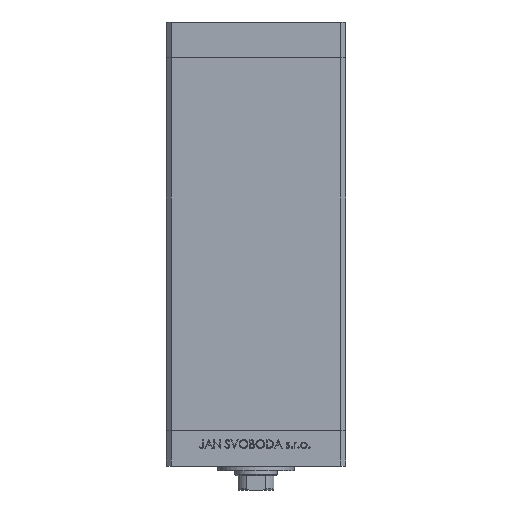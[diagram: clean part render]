
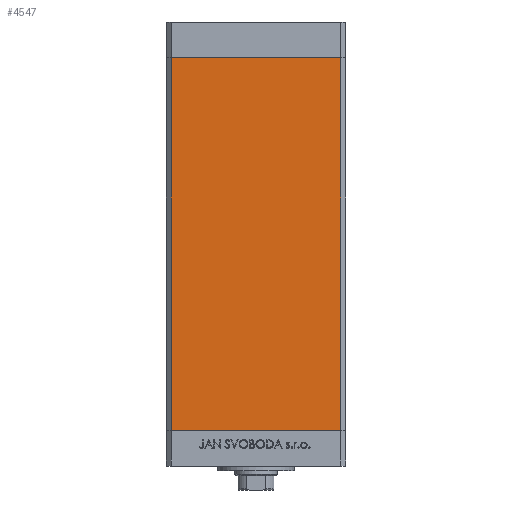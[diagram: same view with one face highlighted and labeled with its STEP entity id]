
A CAD part, front view. The second image highlights one B-rep face of the part: STEP entity #4547.
In plain terms, the highlighted planar face has unit normal (0, -1, 0).
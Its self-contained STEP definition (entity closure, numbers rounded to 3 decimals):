
#1800 = CARTESIAN_POINT ( 'NONE',  ( 35.5, -32.5, 0. ) ) ;
#1874 = DIRECTION ( 'NONE',  ( 1., 0., 0. ) ) ;
#1918 = CARTESIAN_POINT ( 'NONE',  ( -35.5, -32.5, 0. ) ) ;
#2827 = EDGE_CURVE ( 'NONE', #21533, #44352, #17820, .T. ) ;
#2966 = LINE ( 'NONE', #44300, #48000 ) ;
#4547 = ADVANCED_FACE ( 'NONE', ( #13029 ), #47908, .F. ) ;
#5237 = EDGE_CURVE ( 'NONE', #15546, #21533, #42951, .T. ) ;
#5620 = DIRECTION ( 'NONE',  ( 0., 0., 1. ) ) ;
#6499 = EDGE_LOOP ( 'NONE', ( #28641, #35602, #13437, #30597 ) ) ;
#8785 = EDGE_CURVE ( 'NONE', #15546, #24158, #2966, .T. ) ;
#10675 = EDGE_CURVE ( 'NONE', #24158, #44352, #26936, .T. ) ;
#12653 = CARTESIAN_POINT ( 'NONE',  ( -35.5, -32.5, 156. ) ) ;
#13029 = FACE_OUTER_BOUND ( 'NONE', #6499, .T. ) ;
#13437 = ORIENTED_EDGE ( 'NONE', *, *, #5237, .F. ) ;
#14121 = CARTESIAN_POINT ( 'NONE',  ( 35.5, -32.5, 156. ) ) ;
#15546 = VERTEX_POINT ( 'NONE', #12653 ) ;
#17820 = LINE ( 'NONE', #14121, #32260 ) ;
#19273 = DIRECTION ( 'NONE',  ( 1., 0., 0. ) ) ;
#19763 = CARTESIAN_POINT ( 'NONE',  ( -35.5, -32.5, 0. ) ) ;
#20659 = CARTESIAN_POINT ( 'NONE',  ( -35.5, -32.5, 156. ) ) ;
#21533 = VERTEX_POINT ( 'NONE', #41022 ) ;
#24158 = VERTEX_POINT ( 'NONE', #1918 ) ;
#25948 = DIRECTION ( 'NONE',  ( 0., 0., -1. ) ) ;
#26936 = LINE ( 'NONE', #19763, #38566 ) ;
#28641 = ORIENTED_EDGE ( 'NONE', *, *, #10675, .T. ) ;
#29039 = VECTOR ( 'NONE', #1874, 1000. ) ;
#30597 = ORIENTED_EDGE ( 'NONE', *, *, #8785, .T. ) ;
#32260 = VECTOR ( 'NONE', #32915, 1000. ) ;
#32915 = DIRECTION ( 'NONE',  ( 0., 0., -1. ) ) ;
#35365 = AXIS2_PLACEMENT_3D ( 'NONE', #46936, #39512, #5620 ) ;
#35602 = ORIENTED_EDGE ( 'NONE', *, *, #2827, .F. ) ;
#38566 = VECTOR ( 'NONE', #19273, 1000. ) ;
#39512 = DIRECTION ( 'NONE',  ( 0., 1., 0. ) ) ;
#41022 = CARTESIAN_POINT ( 'NONE',  ( 35.5, -32.5, 156. ) ) ;
#42951 = LINE ( 'NONE', #20659, #29039 ) ;
#44300 = CARTESIAN_POINT ( 'NONE',  ( -35.5, -32.5, 156. ) ) ;
#44352 = VERTEX_POINT ( 'NONE', #1800 ) ;
#46936 = CARTESIAN_POINT ( 'NONE',  ( -35.5, -32.5, 156. ) ) ;
#47908 = PLANE ( 'NONE',  #35365 ) ;
#48000 = VECTOR ( 'NONE', #25948, 1000. ) ;
